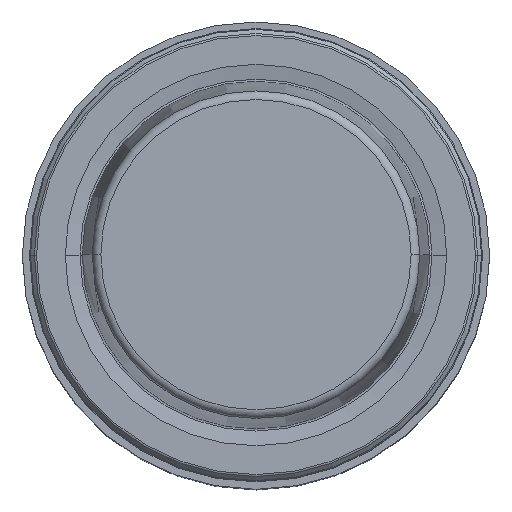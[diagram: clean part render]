
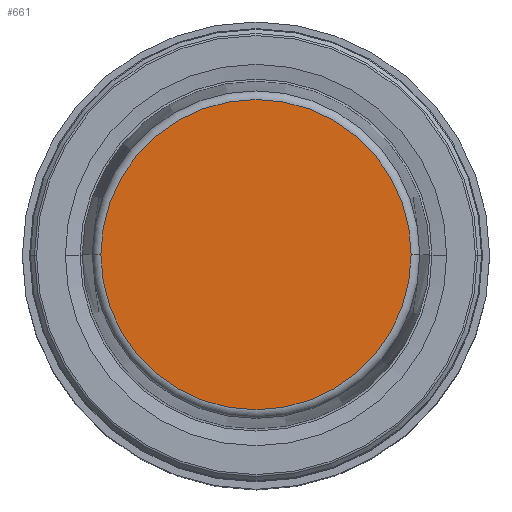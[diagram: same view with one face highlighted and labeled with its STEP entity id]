
A CAD part, top view. The second image highlights one B-rep face of the part: STEP entity #661.
In plain terms, the highlighted planar face has unit normal (0, 0, 1).
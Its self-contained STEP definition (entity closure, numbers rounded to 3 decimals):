
#62 = CIRCLE ( 'NONE', #756, 21.581 ) ;
#84 = CARTESIAN_POINT ( 'NONE',  ( -21.581, 0., 31.9 ) ) ;
#98 = PLANE ( 'NONE',  #733 ) ;
#175 = CARTESIAN_POINT ( 'NONE',  ( 0., 0., 31.9 ) ) ;
#424 = DIRECTION ( 'NONE',  ( 0., 0., 1. ) ) ;
#499 = DIRECTION ( 'NONE',  ( 0., 0., 1. ) ) ;
#510 = EDGE_CURVE ( 'NONE', #751, #897, #62, .T. ) ;
#563 = AXIS2_PLACEMENT_3D ( 'NONE', #1079, #499, #1182 ) ;
#615 = EDGE_LOOP ( 'NONE', ( #1125, #1152 ) ) ;
#624 = CARTESIAN_POINT ( 'NONE',  ( 0., 0., 31.9 ) ) ;
#661 = ADVANCED_FACE ( 'NONE', ( #1227 ), #98, .F. ) ;
#674 = DIRECTION ( 'NONE',  ( 0., 0., -1. ) ) ;
#703 = CIRCLE ( 'NONE', #563, 21.581 ) ;
#733 = AXIS2_PLACEMENT_3D ( 'NONE', #175, #674, #1260 ) ;
#751 = VERTEX_POINT ( 'NONE', #842 ) ;
#756 = AXIS2_PLACEMENT_3D ( 'NONE', #624, #424, #809 ) ;
#809 = DIRECTION ( 'NONE',  ( 1., 0., 0. ) ) ;
#842 = CARTESIAN_POINT ( 'NONE',  ( 21.581, 0., 31.9 ) ) ;
#897 = VERTEX_POINT ( 'NONE', #84 ) ;
#916 = EDGE_CURVE ( 'NONE', #897, #751, #703, .T. ) ;
#1079 = CARTESIAN_POINT ( 'NONE',  ( 0., 0., 31.9 ) ) ;
#1125 = ORIENTED_EDGE ( 'NONE', *, *, #510, .T. ) ;
#1152 = ORIENTED_EDGE ( 'NONE', *, *, #916, .T. ) ;
#1182 = DIRECTION ( 'NONE',  ( 1., 0., 0. ) ) ;
#1227 = FACE_OUTER_BOUND ( 'NONE', #615, .T. ) ;
#1260 = DIRECTION ( 'NONE',  ( -1., 0., 0. ) ) ;
